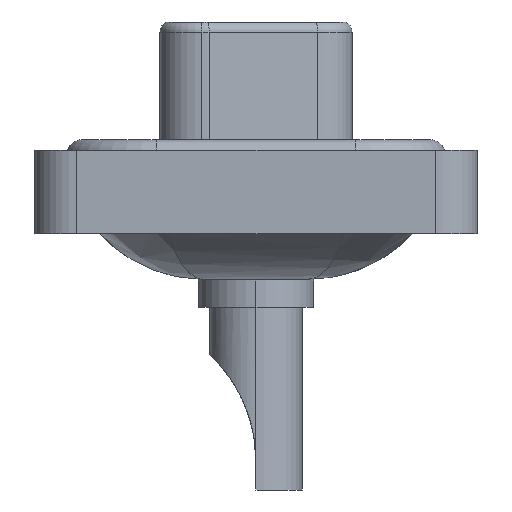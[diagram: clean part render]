
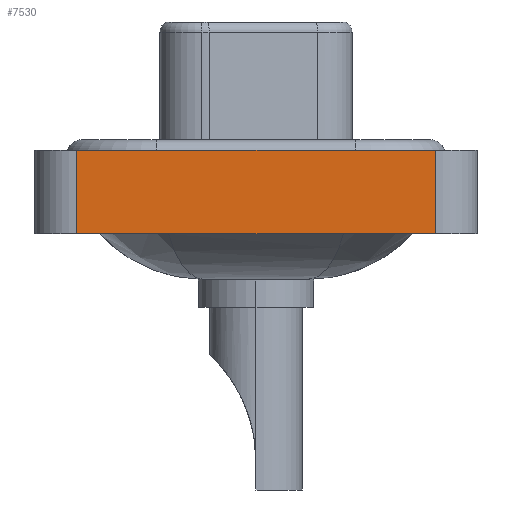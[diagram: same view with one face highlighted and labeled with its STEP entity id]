
A CAD part, left-side view. The second image highlights one B-rep face of the part: STEP entity #7530.
In plain terms, the highlighted planar face has unit normal (-1, 0, 0).
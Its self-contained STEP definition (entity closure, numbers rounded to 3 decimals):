
#927 = LINE ( 'NONE', #10997, #2599 ) ;
#1233 = PLANE ( 'NONE',  #8341 ) ;
#1883 = CARTESIAN_POINT ( 'NONE',  ( -7.25, -8.55, 0.4 ) ) ;
#2001 = EDGE_CURVE ( 'NONE', #10210, #12966, #14657, .T. ) ;
#2427 = DIRECTION ( 'NONE',  ( 0., 0., 1. ) ) ;
#2599 = VECTOR ( 'NONE', #2427, 1000. ) ;
#3484 = CARTESIAN_POINT ( 'NONE',  ( -7.25, -8.55, -3.6 ) ) ;
#3940 = CARTESIAN_POINT ( 'NONE',  ( -7.25, -8.55, -3.6 ) ) ;
#4604 = CARTESIAN_POINT ( 'NONE',  ( -7.25, -8.55, -3.6 ) ) ;
#5363 = VECTOR ( 'NONE', #9080, 1000. ) ;
#7282 = EDGE_CURVE ( 'NONE', #7450, #18350, #17640, .T. ) ;
#7450 = VERTEX_POINT ( 'NONE', #12518 ) ;
#7530 = ADVANCED_FACE ( 'NONE', ( #16715 ), #1233, .T. ) ;
#8341 = AXIS2_PLACEMENT_3D ( 'NONE', #3940, #14021, #12889 ) ;
#8662 = ORIENTED_EDGE ( 'NONE', *, *, #16269, .F. ) ;
#9054 = ORIENTED_EDGE ( 'NONE', *, *, #2001, .F. ) ;
#9080 = DIRECTION ( 'NONE',  ( 0., -1., 0. ) ) ;
#9252 = DIRECTION ( 'NONE',  ( 0., -1., 0. ) ) ;
#10210 = VERTEX_POINT ( 'NONE', #18204 ) ;
#10815 = DIRECTION ( 'NONE',  ( 0., 0., 1. ) ) ;
#10997 = CARTESIAN_POINT ( 'NONE',  ( -7.25, 8.55, -3.6 ) ) ;
#12211 = LINE ( 'NONE', #17888, #13948 ) ;
#12518 = CARTESIAN_POINT ( 'NONE',  ( -7.25, 8.55, -3.6 ) ) ;
#12889 = DIRECTION ( 'NONE',  ( 0., 0., 1. ) ) ;
#12966 = VERTEX_POINT ( 'NONE', #16683 ) ;
#13948 = VECTOR ( 'NONE', #10815, 1000. ) ;
#14021 = DIRECTION ( 'NONE',  ( -1., 0., 0. ) ) ;
#14163 = VECTOR ( 'NONE', #9252, 1000. ) ;
#14657 = LINE ( 'NONE', #1883, #14163 ) ;
#14750 = EDGE_LOOP ( 'NONE', ( #17755, #9054, #8662, #15612 ) ) ;
#15612 = ORIENTED_EDGE ( 'NONE', *, *, #7282, .T. ) ;
#16269 = EDGE_CURVE ( 'NONE', #7450, #10210, #927, .T. ) ;
#16683 = CARTESIAN_POINT ( 'NONE',  ( -7.25, -8.55, 0.4 ) ) ;
#16715 = FACE_OUTER_BOUND ( 'NONE', #14750, .T. ) ;
#17510 = EDGE_CURVE ( 'NONE', #18350, #12966, #12211, .T. ) ;
#17640 = LINE ( 'NONE', #4604, #5363 ) ;
#17755 = ORIENTED_EDGE ( 'NONE', *, *, #17510, .T. ) ;
#17888 = CARTESIAN_POINT ( 'NONE',  ( -7.25, -8.55, -3.6 ) ) ;
#18204 = CARTESIAN_POINT ( 'NONE',  ( -7.25, 8.55, 0.4 ) ) ;
#18350 = VERTEX_POINT ( 'NONE', #3484 ) ;
